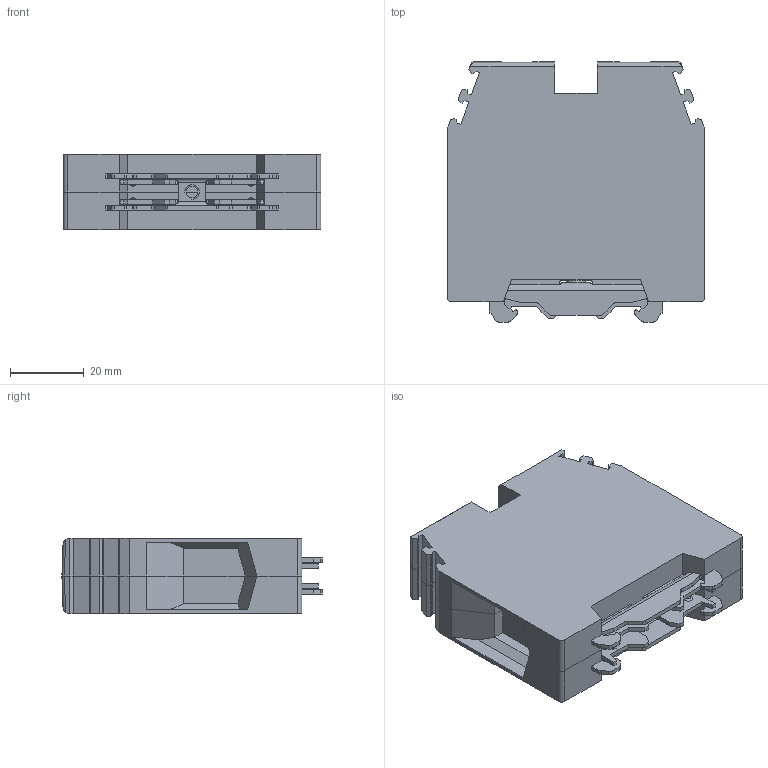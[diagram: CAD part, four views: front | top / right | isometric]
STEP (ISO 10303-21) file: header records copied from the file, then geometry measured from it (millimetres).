
FILE_DESCRIPTION(('OneSpaceDesigner STEP Export'),'2;1');
FILE_NAME('TEC.70_O.stp','2008-07-03T12:17:19',(''),(''),'OneSpace Designer STEP processor for AP214 (Solid Model)','OneSpace Modeling 15.50 10-Aug-2007 (C) CoCreate Software GmbH','');
FILE_SCHEMA(('AUTOMOTIVE_DESIGN { 1 0 10303 214 1 1 1 1 }'));
Length unit declared in the file: millimetre
Products named in the file (2): TEC.70_O
Assembly tree (1 placements, depth 2):
  TEC.70_O
    TEC.70_O
Bounding box: 70 x 70.68 x 20.5 mm (x, y, z)
Volume: 77258 mm3; surface area: 18176.6 mm2
Topology: 1 solids, 1 shells, 373 faces, 1022 edges, 632 vertices
Faces by surface type: plane 266, cylinder 67, cone 24, sphere 8, bspline 6, torus 2
Entity records: 14458 total; most frequent: CARTESIAN_POINT 3515, ORIENTED_EDGE 2004, DIRECTION 1555, EDGE_CURVE 1002, VECTOR 731, LINE 731, VERTEX_POINT 632, AXIS2_PLACEMENT_3D 412
